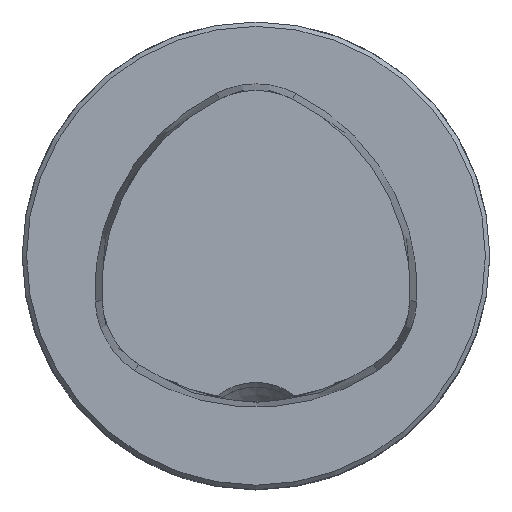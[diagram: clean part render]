
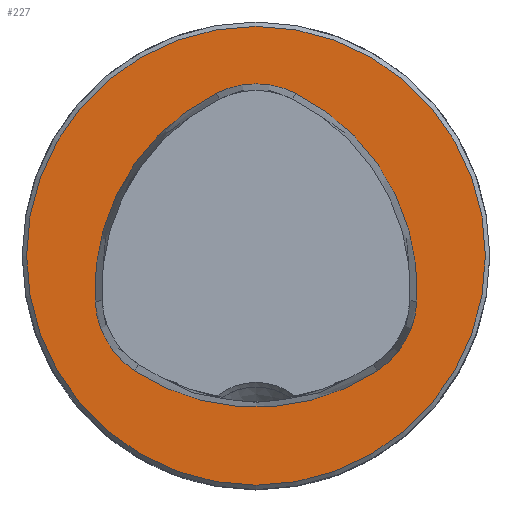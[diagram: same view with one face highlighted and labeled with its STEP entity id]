
A CAD part, top view. The second image highlights one B-rep face of the part: STEP entity #227.
In plain terms, the highlighted planar face has unit normal (0, 0, 1).
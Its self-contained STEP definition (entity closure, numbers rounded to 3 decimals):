
#39=PLANE('',#2197);
#227=ADVANCED_FACE('CU_FL_N1_SU_1',(#679,#680),#39,.T.);
#679=FACE_BOUND('',#734,.T.);
#680=FACE_BOUND('',#735,.T.);
#734=EDGE_LOOP('',(#936,#937,#938,#939,#940,#941));
#735=EDGE_LOOP('',(#942));
#936=ORIENTED_EDGE('',*,*,#1745,.F.);
#937=ORIENTED_EDGE('',*,*,#1746,.F.);
#938=ORIENTED_EDGE('',*,*,#1747,.F.);
#939=ORIENTED_EDGE('',*,*,#1748,.F.);
#940=ORIENTED_EDGE('',*,*,#1742,.F.);
#941=ORIENTED_EDGE('',*,*,#1749,.F.);
#942=ORIENTED_EDGE('',*,*,#1750,.T.);
#1543=VERTEX_POINT('',#3470);
#1544=VERTEX_POINT('',#3472);
#1546=VERTEX_POINT('',#3478);
#1547=VERTEX_POINT('',#3479);
#1548=VERTEX_POINT('',#3481);
#1549=VERTEX_POINT('',#3483);
#1550=VERTEX_POINT('',#3487);
#1742=EDGE_CURVE('',#1543,#1544,#2009,.T.);
#1745=EDGE_CURVE('',#1546,#1547,#2011,.T.);
#1746=EDGE_CURVE('',#1548,#1546,#2012,.T.);
#1747=EDGE_CURVE('',#1549,#1548,#2013,.T.);
#1748=EDGE_CURVE('',#1544,#1549,#2014,.T.);
#1749=EDGE_CURVE('',#1547,#1543,#2015,.T.);
#1750=EDGE_CURVE('',#1550,#1550,#2016,.T.);
#2009=CIRCLE('',#2188,15.063);
#2011=CIRCLE('',#2191,15.063);
#2012=CIRCLE('',#2192,6.063);
#2013=CIRCLE('',#2193,15.063);
#2014=CIRCLE('',#2194,6.063);
#2015=CIRCLE('',#2195,6.063);
#2016=CIRCLE('',#2196,15.7);
#2188=AXIS2_PLACEMENT_3D('',#3471,#2501,#2502);
#2191=AXIS2_PLACEMENT_3D('',#3477,#2508,#2509);
#2192=AXIS2_PLACEMENT_3D('',#3480,#2510,#2511);
#2193=AXIS2_PLACEMENT_3D('',#3482,#2512,#2513);
#2194=AXIS2_PLACEMENT_3D('',#3484,#2514,#2515);
#2195=AXIS2_PLACEMENT_3D('',#3485,#2516,#2517);
#2196=AXIS2_PLACEMENT_3D('',#3486,#2518,#2519);
#2197=AXIS2_PLACEMENT_3D('',#3488,#2520,#2521);
#2501=DIRECTION('',(0.,0.,1.));
#2502=DIRECTION('',(1.,0.,0.));
#2508=DIRECTION('',(0.,0.,1.));
#2509=DIRECTION('',(1.,0.,0.));
#2510=DIRECTION('',(0.,0.,1.));
#2511=DIRECTION('',(1.,0.,0.));
#2512=DIRECTION('',(0.,0.,1.));
#2513=DIRECTION('',(1.,0.,0.));
#2514=DIRECTION('',(0.,0.,1.));
#2515=DIRECTION('',(1.,0.,0.));
#2516=DIRECTION('',(0.,0.,1.));
#2517=DIRECTION('',(1.,0.,0.));
#2518=DIRECTION('',(0.,0.,1.));
#2519=DIRECTION('',(1.,0.,0.));
#2520=DIRECTION('',(0.,0.,1.));
#2521=DIRECTION('',(1.,0.,0.));
#3470=CARTESIAN_POINT('',(-8.299,-7.87,0.));
#3471=CARTESIAN_POINT('',(0.,4.7,0.));
#3472=CARTESIAN_POINT('',(8.299,-7.87,0.));
#3477=CARTESIAN_POINT('',(4.029,-2.348,0.));
#3478=CARTESIAN_POINT('',(-2.714,11.121,0.));
#3479=CARTESIAN_POINT('',(-11.014,-3.122,0.));
#3480=CARTESIAN_POINT('',(0.,5.7,0.));
#3481=CARTESIAN_POINT('',(2.714,11.121,0.));
#3482=CARTESIAN_POINT('',(-4.029,-2.348,0.));
#3483=CARTESIAN_POINT('',(11.014,-3.122,0.));
#3484=CARTESIAN_POINT('',(4.959,-2.811,0.));
#3485=CARTESIAN_POINT('',(-4.959,-2.811,0.));
#3486=CARTESIAN_POINT('',(0.,0.,0.));
#3487=CARTESIAN_POINT('',(15.7,0.,0.));
#3488=CARTESIAN_POINT('',(0.,0.,0.));
